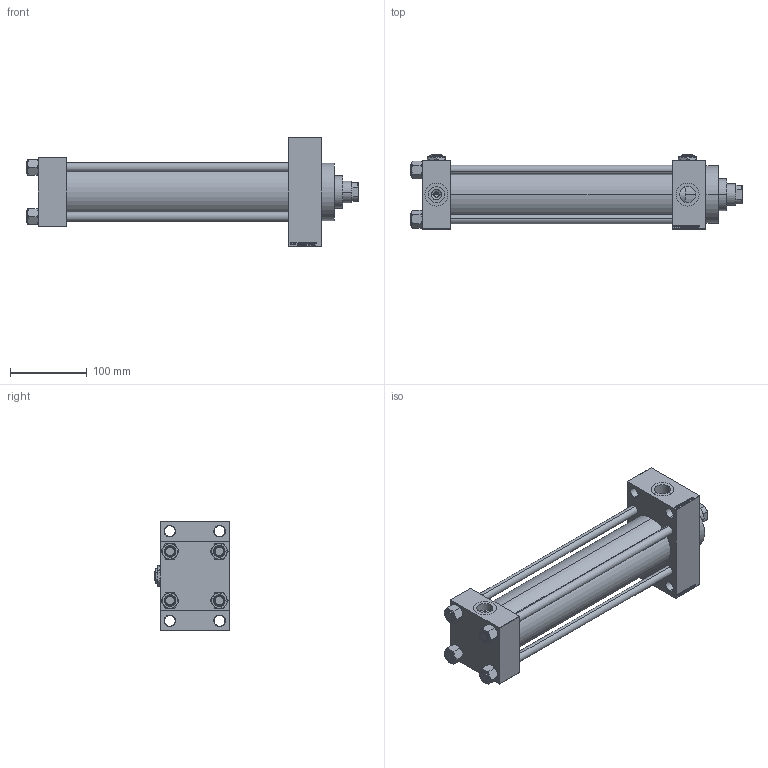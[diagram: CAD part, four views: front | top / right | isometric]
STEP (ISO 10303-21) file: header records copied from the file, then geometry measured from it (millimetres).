
FILE_DESCRIPTION (( 'STEP AP203' ), '1' );
FILE_NAME ('f61c.STEP', '2022-04-16T03:11:54', ( '' ), ( '' ), 'SwSTEP 2.0', 'SolidWorks 2019', '' );
FILE_SCHEMA (( 'CONFIG_CONTROL_DESIGN' ));
Length unit declared in the file: millimetre
Products named in the file (7): V215CR_D_TYCINKA 77b99bbecfe6d5c6248c833977d6ca61; f61c; V215CR_VCP_D 77b99bbecfe6d5c6248c833977d6ca61; Zatka_pro_OIL_PORT 77b99bbecfe6d5c6248c833977d6ca61; V215CR_D_Body 77b99bbecfe6d5c6248c833977d6ca61; NUT_M5_D 77b99bbecfe6d5c6248c833977d6ca61; V215_VC_A 77b99bbecfe6d5c6248c833977d6ca61
Assembly tree (13 placements, depth 2):
  f61c
    V215CR_D_Body 77b99bbecfe6d5c6248c833977d6ca61
    V215CR_VCP_D 77b99bbecfe6d5c6248c833977d6ca61
    NUT_M5_D 77b99bbecfe6d5c6248c833977d6ca61  x4
    V215CR_D_TYCINKA 77b99bbecfe6d5c6248c833977d6ca61  x4
    V215_VC_A 77b99bbecfe6d5c6248c833977d6ca61
    Zatka_pro_OIL_PORT 77b99bbecfe6d5c6248c833977d6ca61  x2
Bounding box: 433 x 97 x 142 mm (x, y, z)
Volume: 1479160.6 mm3; surface area: 355151.3 mm2
Topology: 13 solids, 13 shells, 1212 faces, 3002 edges, 1934 vertices
Faces by surface type: plane 547, bspline 368, cone 186, cylinder 103, torus 8
Entity records: 49509 total; most frequent: CARTESIAN_POINT 25763, ORIENTED_EDGE 5304, DIRECTION 3488, EDGE_CURVE 2652, VERTEX_POINT 1732, LINE 1558, VECTOR 1558, EDGE_LOOP 1190
